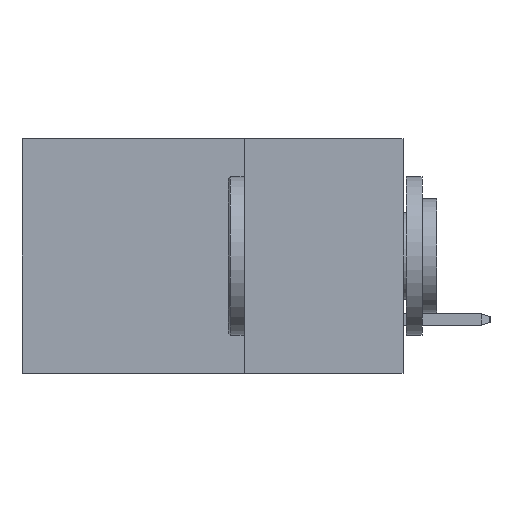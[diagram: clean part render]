
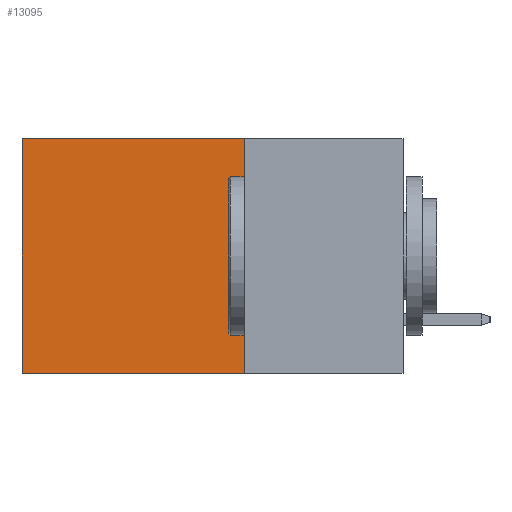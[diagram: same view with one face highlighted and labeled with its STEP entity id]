
A CAD part, left-side view. The second image highlights one B-rep face of the part: STEP entity #13095.
In plain terms, the highlighted planar face has unit normal (-1, 0, 0).
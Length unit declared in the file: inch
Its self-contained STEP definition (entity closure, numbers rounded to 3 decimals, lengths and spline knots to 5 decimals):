
#334 = AXIS2_PLACEMENT_3D ( 'NONE', #4720, #12047, #2479 ) ;
#460 = EDGE_CURVE ( 'NONE', #10030, #2622, #10373, .T. ) ;
#876 = CARTESIAN_POINT ( 'NONE',  ( 0.2875, 0.25, -0.37 ) ) ;
#1436 = ORIENTED_EDGE ( 'NONE', *, *, #460, .F. ) ;
#1702 = VECTOR ( 'NONE', #9401, 39.37008 ) ;
#1770 = CARTESIAN_POINT ( 'NONE',  ( 0.2875, 0.25, 0. ) ) ;
#2479 = DIRECTION ( 'NONE',  ( 0., 0., -1. ) ) ;
#2488 = CARTESIAN_POINT ( 'NONE',  ( 0.2875, 0.25, 0. ) ) ;
#2622 = VERTEX_POINT ( 'NONE', #876 ) ;
#3245 = ORIENTED_EDGE ( 'NONE', *, *, #8234, .T. ) ;
#3564 = VECTOR ( 'NONE', #3857, 39.37008 ) ;
#3857 = DIRECTION ( 'NONE',  ( 0., 0., -1. ) ) ;
#4720 = CARTESIAN_POINT ( 'NONE',  ( 0.2875, 0.25, 0. ) ) ;
#4731 = DIRECTION ( 'NONE',  ( 0., 1., 0. ) ) ;
#6207 = VECTOR ( 'NONE', #4731, 39.37008 ) ;
#6208 = VERTEX_POINT ( 'NONE', #9345 ) ;
#6705 = LINE ( 'NONE', #7814, #10812 ) ;
#7132 = EDGE_LOOP ( 'NONE', ( #9560, #12959, #1436, #3245 ) ) ;
#7424 = VERTEX_POINT ( 'NONE', #11974 ) ;
#7814 = CARTESIAN_POINT ( 'NONE',  ( 0.2875, 0.25, -0.37 ) ) ;
#8234 = EDGE_CURVE ( 'NONE', #10030, #6208, #9844, .T. ) ;
#8927 = FACE_OUTER_BOUND ( 'NONE', #7132, .T. ) ;
#9345 = CARTESIAN_POINT ( 'NONE',  ( 0.2875, 0.6, 0. ) ) ;
#9401 = DIRECTION ( 'NONE',  ( 0., 0., -1. ) ) ;
#9560 = ORIENTED_EDGE ( 'NONE', *, *, #10469, .T. ) ;
#9844 = LINE ( 'NONE', #2488, #6207 ) ;
#10030 = VERTEX_POINT ( 'NONE', #1770 ) ;
#10373 = LINE ( 'NONE', #11199, #1702 ) ;
#10469 = EDGE_CURVE ( 'NONE', #6208, #7424, #12137, .T. ) ;
#10812 = VECTOR ( 'NONE', #13257, 39.37008 ) ;
#11199 = CARTESIAN_POINT ( 'NONE',  ( 0.2875, 0.25, 0. ) ) ;
#11974 = CARTESIAN_POINT ( 'NONE',  ( 0.2875, 0.6, -0.37 ) ) ;
#12047 = DIRECTION ( 'NONE',  ( 1., 0., 0. ) ) ;
#12137 = LINE ( 'NONE', #13201, #3564 ) ;
#12959 = ORIENTED_EDGE ( 'NONE', *, *, #13734, .F. ) ;
#13095 = ADVANCED_FACE ( 'NONE', ( #8927 ), #13179, .F. ) ;
#13179 = PLANE ( 'NONE',  #334 ) ;
#13201 = CARTESIAN_POINT ( 'NONE',  ( 0.2875, 0.6, 0. ) ) ;
#13257 = DIRECTION ( 'NONE',  ( 0., 1., 0. ) ) ;
#13734 = EDGE_CURVE ( 'NONE', #2622, #7424, #6705, .T. ) ;
